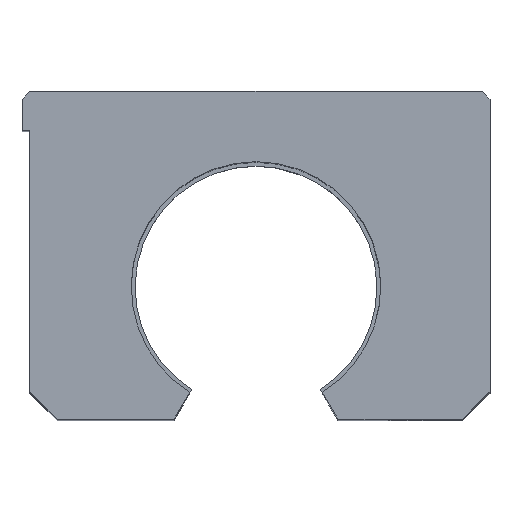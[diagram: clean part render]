
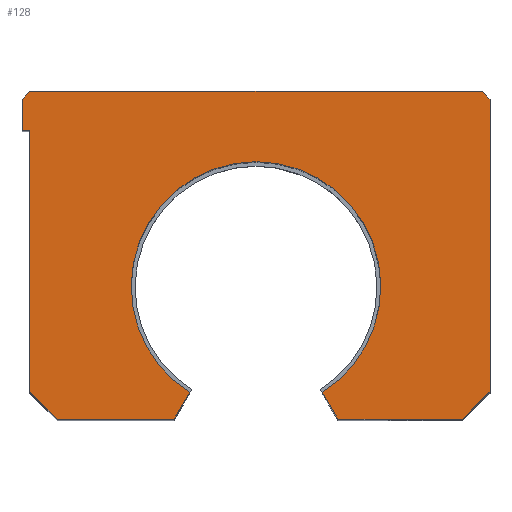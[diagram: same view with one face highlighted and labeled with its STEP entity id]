
A CAD part, top view. The second image highlights one B-rep face of the part: STEP entity #128.
In plain terms, the highlighted planar face has unit normal (0, 0, 1).
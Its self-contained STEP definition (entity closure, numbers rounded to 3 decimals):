
#128 = ADVANCED_FACE( '', ( #284 ), #285, .T. );
#284 = FACE_OUTER_BOUND( '', #455, .T. );
#285 = PLANE( '', #456 );
#455 = EDGE_LOOP( '', ( #754, #755, #756, #757, #758, #759, #760, #761, #762, #763, #764, #765, #766, #767 ) );
#456 = AXIS2_PLACEMENT_3D( '', #768, #769, #770 );
#754 = ORIENTED_EDGE( '', *, *, #1026, .T. );
#755 = ORIENTED_EDGE( '', *, *, #945, .F. );
#756 = ORIENTED_EDGE( '', *, *, #964, .T. );
#757 = ORIENTED_EDGE( '', *, *, #1027, .T. );
#758 = ORIENTED_EDGE( '', *, *, #1004, .T. );
#759 = ORIENTED_EDGE( '', *, *, #1028, .T. );
#760 = ORIENTED_EDGE( '', *, *, #986, .T. );
#761 = ORIENTED_EDGE( '', *, *, #955, .T. );
#762 = ORIENTED_EDGE( '', *, *, #996, .T. );
#763 = ORIENTED_EDGE( '', *, *, #939, .T. );
#764 = ORIENTED_EDGE( '', *, *, #1029, .T. );
#765 = ORIENTED_EDGE( '', *, *, #967, .T. );
#766 = ORIENTED_EDGE( '', *, *, #1030, .T. );
#767 = ORIENTED_EDGE( '', *, *, #1031, .F. );
#768 = CARTESIAN_POINT( '', ( 0., 0., 104. ) );
#769 = DIRECTION( '', ( 0., 0., 1. ) );
#770 = DIRECTION( '', ( 1., 0., 0. ) );
#939 = EDGE_CURVE( '', #1114, #1112, #1115, .T. );
#945 = EDGE_CURVE( '', #1123, #1124, #1125, .T. );
#955 = EDGE_CURVE( '', #1142, #1140, #1143, .T. );
#964 = EDGE_CURVE( '', #1123, #1156, #1158, .T. );
#967 = EDGE_CURVE( '', #1162, #1160, #1163, .T. );
#986 = EDGE_CURVE( '', #1191, #1142, #1192, .T. );
#996 = EDGE_CURVE( '', #1140, #1114, #1206, .T. );
#1004 = EDGE_CURVE( '', #1217, #1215, #1218, .T. );
#1026 = EDGE_CURVE( '', #1249, #1124, #1250, .T. );
#1027 = EDGE_CURVE( '', #1156, #1217, #1251, .T. );
#1028 = EDGE_CURVE( '', #1215, #1191, #1252, .T. );
#1029 = EDGE_CURVE( '', #1112, #1162, #1253, .T. );
#1030 = EDGE_CURVE( '', #1160, #1254, #1255, .T. );
#1031 = EDGE_CURVE( '', #1249, #1254, #1256, .T. );
#1112 = VERTEX_POINT( '', #1407 );
#1114 = VERTEX_POINT( '', #1410 );
#1115 = LINE( '', #1411, #1412 );
#1123 = VERTEX_POINT( '', #1421 );
#1124 = VERTEX_POINT( '', #1422 );
#1125 = LINE( '', #1423, #1424 );
#1140 = VERTEX_POINT( '', #1446 );
#1142 = VERTEX_POINT( '', #1449 );
#1143 = LINE( '', #1450, #1451 );
#1156 = VERTEX_POINT( '', #1469 );
#1158 = LINE( '', #1472, #1473 );
#1160 = VERTEX_POINT( '', #1475 );
#1162 = VERTEX_POINT( '', #1478 );
#1163 = LINE( '', #1479, #1480 );
#1191 = VERTEX_POINT( '', #1569 );
#1192 = LINE( '', #1570, #1571 );
#1206 = LINE( '', #1591, #1592 );
#1215 = VERTEX_POINT( '', #1603 );
#1217 = VERTEX_POINT( '', #1606 );
#1218 = LINE( '', #1607, #1608 );
#1249 = VERTEX_POINT( '', #1699 );
#1250 = CIRCLE( '', #1700, 16. );
#1251 = LINE( '', #1701, #1702 );
#1252 = LINE( '', #1703, #1704 );
#1253 = LINE( '', #1705, #1706 );
#1254 = VERTEX_POINT( '', #1707 );
#1255 = LINE( '', #1708, #1709 );
#1256 = LINE( '', #1710, #1711 );
#1407 = CARTESIAN_POINT( '', ( -29., 37., 104. ) );
#1410 = CARTESIAN_POINT( '', ( -30., 37., 104. ) );
#1411 = CARTESIAN_POINT( '', ( -30., 37., 104. ) );
#1412 = VECTOR( '', #1790, 1000. );
#1421 = CARTESIAN_POINT( '', ( 10.489, 0., 104. ) );
#1422 = CARTESIAN_POINT( '', ( 8.5, 3.445, 104. ) );
#1423 = CARTESIAN_POINT( '', ( 11.066, -1., 104. ) );
#1424 = VECTOR( '', #1798, 1000. );
#1446 = CARTESIAN_POINT( '', ( -30., 41., 104. ) );
#1449 = CARTESIAN_POINT( '', ( -29., 42., 104. ) );
#1450 = CARTESIAN_POINT( '', ( -29., 42., 104. ) );
#1451 = VECTOR( '', #1807, 1000. );
#1469 = CARTESIAN_POINT( '', ( 26.5, 0., 104. ) );
#1472 = CARTESIAN_POINT( '', ( -25.5, 0., 104. ) );
#1473 = VECTOR( '', #1817, 1000. );
#1475 = CARTESIAN_POINT( '', ( -25.5, 0., 104. ) );
#1478 = CARTESIAN_POINT( '', ( -29., 3.5, 104. ) );
#1479 = CARTESIAN_POINT( '', ( -29., 3.5, 104. ) );
#1480 = VECTOR( '', #1819, 1000. );
#1569 = CARTESIAN_POINT( '', ( 29., 42., 104. ) );
#1570 = CARTESIAN_POINT( '', ( 29., 42., 104. ) );
#1571 = VECTOR( '', #1837, 1000. );
#1591 = CARTESIAN_POINT( '', ( -30., 41., 104. ) );
#1592 = VECTOR( '', #1847, 1000. );
#1603 = CARTESIAN_POINT( '', ( 30., 41., 104. ) );
#1606 = CARTESIAN_POINT( '', ( 30., 3.5, 104. ) );
#1607 = CARTESIAN_POINT( '', ( 30., 3.5, 104. ) );
#1608 = VECTOR( '', #1857, 1000. );
#1699 = CARTESIAN_POINT( '', ( -8.5, 3.445, 104. ) );
#1700 = AXIS2_PLACEMENT_3D( '', #1883, #1884, #1885 );
#1701 = CARTESIAN_POINT( '', ( 26.5, 0., 104. ) );
#1702 = VECTOR( '', #1886, 1000. );
#1703 = CARTESIAN_POINT( '', ( 30., 41., 104. ) );
#1704 = VECTOR( '', #1887, 1000. );
#1705 = CARTESIAN_POINT( '', ( -29., 37., 104. ) );
#1706 = VECTOR( '', #1888, 1000. );
#1707 = CARTESIAN_POINT( '', ( -10.489, 0., 104. ) );
#1708 = CARTESIAN_POINT( '', ( -25.5, 0., 104. ) );
#1709 = VECTOR( '', #1889, 1000. );
#1710 = CARTESIAN_POINT( '', ( 0., 18.167, 104. ) );
#1711 = VECTOR( '', #1890, 1000. );
#1790 = DIRECTION( '', ( 1., 0., 0. ) );
#1798 = DIRECTION( '', ( -0.5, 0.866, 0. ) );
#1807 = DIRECTION( '', ( -0.707, -0.707, 0. ) );
#1817 = DIRECTION( '', ( 1., 0., 0. ) );
#1819 = DIRECTION( '', ( 0.707, -0.707, 0. ) );
#1837 = DIRECTION( '', ( -1., 0., 0. ) );
#1847 = DIRECTION( '', ( 0., -1., 0. ) );
#1857 = DIRECTION( '', ( 0., 1., 0. ) );
#1883 = CARTESIAN_POINT( '', ( 0., 17., 104. ) );
#1884 = DIRECTION( '', ( 0., 0., -1. ) );
#1885 = DIRECTION( '', ( -1., 0., 0. ) );
#1886 = DIRECTION( '', ( 0.707, 0.707, 0. ) );
#1887 = DIRECTION( '', ( -0.707, 0.707, 0. ) );
#1888 = DIRECTION( '', ( 0., -1., 0. ) );
#1889 = DIRECTION( '', ( 1., 0., 0. ) );
#1890 = DIRECTION( '', ( -0.5, -0.866, 0. ) );
